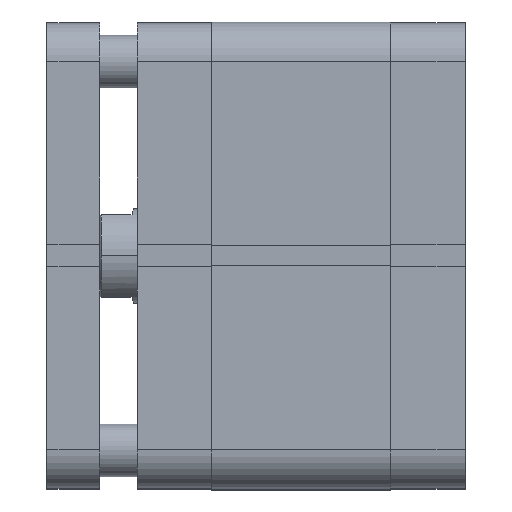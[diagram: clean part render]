
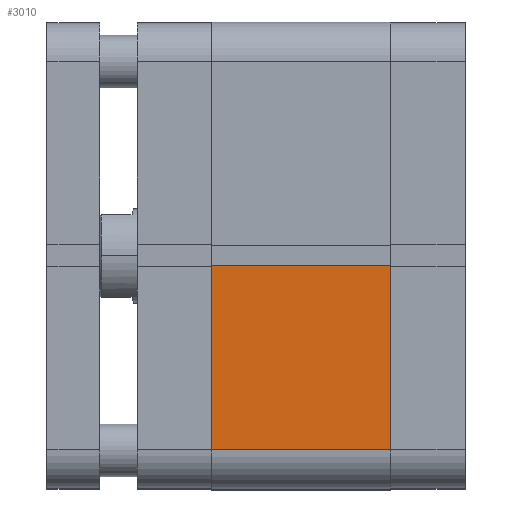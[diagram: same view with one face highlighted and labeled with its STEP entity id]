
A CAD part, top view. The second image highlights one B-rep face of the part: STEP entity #3010.
In plain terms, the highlighted face is planar.
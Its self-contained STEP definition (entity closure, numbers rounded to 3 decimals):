
#958 = CARTESIAN_POINT ( 'NONE',  ( 2.6, 62., -47.5 ) ) ;
#973 = CARTESIAN_POINT ( 'NONE',  ( 2.6, 62., 0. ) ) ;
#995 = CARTESIAN_POINT ( 'NONE',  ( 51.5, 62., -47.5 ) ) ;
#1024 = CARTESIAN_POINT ( 'NONE',  ( 51.5, 62., 0. ) ) ;
#1174 = VERTEX_POINT ( 'NONE', #1024 ) ;
#1203 = VERTEX_POINT ( 'NONE', #995 ) ;
#1225 = VERTEX_POINT ( 'NONE', #973 ) ;
#1240 = VERTEX_POINT ( 'NONE', #958 ) ;
#1728 = ORIENTED_EDGE ( 'NONE', *, *, #5661, .T. ) ;
#1729 = ORIENTED_EDGE ( 'NONE', *, *, #5667, .T. ) ;
#1730 = ORIENTED_EDGE ( 'NONE', *, *, #5669, .F. ) ;
#1731 = ORIENTED_EDGE ( 'NONE', *, *, #5684, .F. ) ;
#2256 = FACE_OUTER_BOUND ( 'NONE', #5787, .T. ) ;
#2602 = LINE ( 'NONE', #3749, #2608 ) ;
#2608 = VECTOR ( 'NONE', #3761, 1000. ) ;
#2610 = LINE ( 'NONE', #3767, #2620 ) ;
#2620 = VECTOR ( 'NONE', #3774, 1000. ) ;
#2624 = LINE ( 'NONE', #3777, #2625 ) ;
#2625 = VECTOR ( 'NONE', #3778, 1000. ) ;
#3010 = ADVANCED_FACE ( 'NONE', ( #2256 ), #3266, .T. ) ;
#3266 = PLANE ( 'NONE',  #7329 ) ;
#3269 = CARTESIAN_POINT ( 'NONE',  ( 2.6, 62., -47.5 ) ) ;
#3275 = DIRECTION ( 'NONE',  ( 0., 1., 0. ) ) ;
#3276 = DIRECTION ( 'NONE',  ( 0., 0., 1. ) ) ;
#3749 = CARTESIAN_POINT ( 'NONE',  ( 2.6, 62., -47.5 ) ) ;
#3761 = DIRECTION ( 'NONE',  ( 0., 0., 1. ) ) ;
#3767 = CARTESIAN_POINT ( 'NONE',  ( 2.6, 62., -47.5 ) ) ;
#3774 = DIRECTION ( 'NONE',  ( -1., 0., 0. ) ) ;
#3777 = CARTESIAN_POINT ( 'NONE',  ( 51.5, 62., -47.5 ) ) ;
#3778 = DIRECTION ( 'NONE',  ( 0., 0., 1. ) ) ;
#3808 = CARTESIAN_POINT ( 'NONE',  ( 2.6, 62., 0. ) ) ;
#3809 = DIRECTION ( 'NONE',  ( -1., 0., 0. ) ) ;
#4228 = LINE ( 'NONE', #3808, #4229 ) ;
#4229 = VECTOR ( 'NONE', #3809, 1000. ) ;
#5661 = EDGE_CURVE ( 'NONE', #1240, #1225, #2602, .T. ) ;
#5667 = EDGE_CURVE ( 'NONE', #1203, #1240, #2610, .T. ) ;
#5669 = EDGE_CURVE ( 'NONE', #1203, #1174, #2624, .T. ) ;
#5684 = EDGE_CURVE ( 'NONE', #1174, #1225, #4228, .T. ) ;
#5787 = EDGE_LOOP ( 'NONE', ( #1731, #1730, #1729, #1728 ) ) ;
#7329 = AXIS2_PLACEMENT_3D ( 'NONE', #3269, #3275, #3276 ) ;
